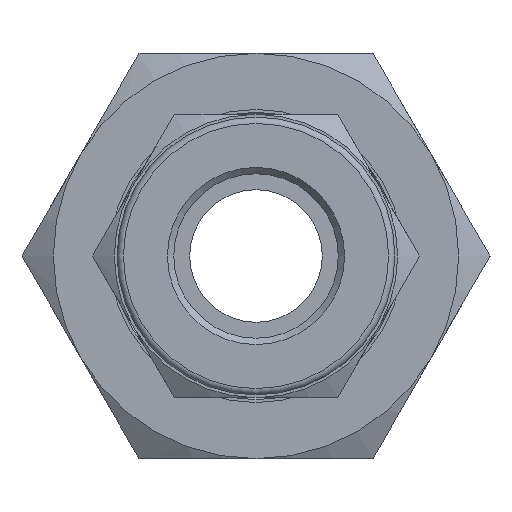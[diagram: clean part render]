
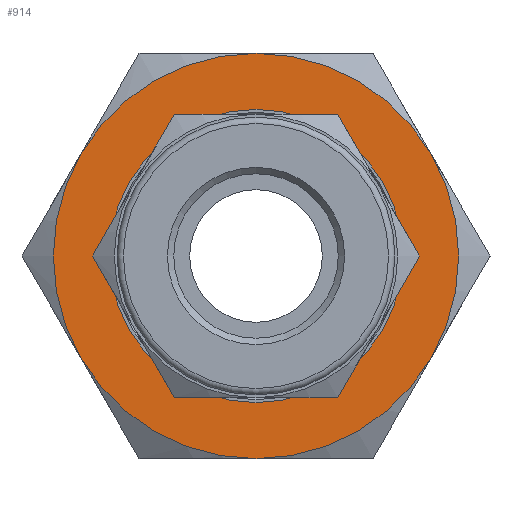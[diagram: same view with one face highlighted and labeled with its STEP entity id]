
A CAD part, left-side view. The second image highlights one B-rep face of the part: STEP entity #914.
In plain terms, the highlighted planar face has unit normal (-1, 0, 0).
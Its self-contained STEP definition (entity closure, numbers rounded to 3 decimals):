
#62=FACE_BOUND('',#223,.T.);
#80=CIRCLE('',#996,9.9);
#98=CIRCLE('',#1030,15.9);
#99=CIRCLE('',#1031,15.9);
#100=CIRCLE('',#1032,15.9);
#101=CIRCLE('',#1033,15.9);
#102=CIRCLE('',#1034,15.9);
#103=CIRCLE('',#1035,15.9);
#153=FACE_OUTER_BOUND('',#222,.T.);
#222=EDGE_LOOP('',(#740,#741,#742,#743,#744,#745));
#223=EDGE_LOOP('',(#746));
#407=VERTEX_POINT('',#1489);
#423=VERTEX_POINT('',#1548);
#424=VERTEX_POINT('',#1549);
#425=VERTEX_POINT('',#1551);
#426=VERTEX_POINT('',#1553);
#427=VERTEX_POINT('',#1555);
#428=VERTEX_POINT('',#1557);
#505=EDGE_CURVE('',#407,#407,#80,.T.);
#532=EDGE_CURVE('',#423,#424,#98,.T.);
#533=EDGE_CURVE('',#425,#423,#99,.T.);
#534=EDGE_CURVE('',#426,#425,#100,.T.);
#535=EDGE_CURVE('',#427,#426,#101,.T.);
#536=EDGE_CURVE('',#428,#427,#102,.T.);
#537=EDGE_CURVE('',#424,#428,#103,.T.);
#740=ORIENTED_EDGE('',*,*,#532,.F.);
#741=ORIENTED_EDGE('',*,*,#533,.F.);
#742=ORIENTED_EDGE('',*,*,#534,.F.);
#743=ORIENTED_EDGE('',*,*,#535,.F.);
#744=ORIENTED_EDGE('',*,*,#536,.F.);
#745=ORIENTED_EDGE('',*,*,#537,.F.);
#746=ORIENTED_EDGE('',*,*,#505,.T.);
#870=PLANE('',#1029);
#914=ADVANCED_FACE('',(#153,#62),#870,.T.);
#996=AXIS2_PLACEMENT_3D('',#1490,#1164,#1165);
#1029=AXIS2_PLACEMENT_3D('',#1547,#1239,#1240);
#1030=AXIS2_PLACEMENT_3D('',#1550,#1241,#1242);
#1031=AXIS2_PLACEMENT_3D('',#1552,#1243,#1244);
#1032=AXIS2_PLACEMENT_3D('',#1554,#1245,#1246);
#1033=AXIS2_PLACEMENT_3D('',#1556,#1247,#1248);
#1034=AXIS2_PLACEMENT_3D('',#1558,#1249,#1250);
#1035=AXIS2_PLACEMENT_3D('',#1559,#1251,#1252);
#1164=DIRECTION('center_axis',(1.,0.,0.));
#1165=DIRECTION('ref_axis',(0.,1.,0.));
#1239=DIRECTION('center_axis',(-1.,0.,0.));
#1240=DIRECTION('ref_axis',(0.,0.,1.));
#1241=DIRECTION('center_axis',(1.,0.,0.));
#1242=DIRECTION('ref_axis',(0.,0.,-1.));
#1243=DIRECTION('center_axis',(1.,0.,0.));
#1244=DIRECTION('ref_axis',(0.,0.,-1.));
#1245=DIRECTION('center_axis',(1.,0.,0.));
#1246=DIRECTION('ref_axis',(0.,0.,-1.));
#1247=DIRECTION('center_axis',(1.,0.,0.));
#1248=DIRECTION('ref_axis',(0.,0.,-1.));
#1249=DIRECTION('center_axis',(1.,0.,0.));
#1250=DIRECTION('ref_axis',(0.,0.,-1.));
#1251=DIRECTION('center_axis',(1.,0.,0.));
#1252=DIRECTION('ref_axis',(0.,0.,-1.));
#1489=CARTESIAN_POINT('',(22.101,-9.9,0.));
#1490=CARTESIAN_POINT('Origin',(22.101,0.,
0.));
#1547=CARTESIAN_POINT('Origin',(22.101,15.9,0.));
#1548=CARTESIAN_POINT('',(22.101,13.77,-7.95));
#1549=CARTESIAN_POINT('',(22.101,13.77,7.95));
#1550=CARTESIAN_POINT('Origin',(22.101,0.,
0.));
#1551=CARTESIAN_POINT('',(22.101,0.,-15.9));
#1552=CARTESIAN_POINT('Origin',(22.101,0.,
0.));
#1553=CARTESIAN_POINT('',(22.101,-13.77,-7.95));
#1554=CARTESIAN_POINT('Origin',(22.101,0.,
0.));
#1555=CARTESIAN_POINT('',(22.101,-13.77,7.95));
#1556=CARTESIAN_POINT('Origin',(22.101,0.,
0.));
#1557=CARTESIAN_POINT('',(22.101,0.,15.9));
#1558=CARTESIAN_POINT('Origin',(22.101,0.,
0.));
#1559=CARTESIAN_POINT('Origin',(22.101,0.,
0.));
